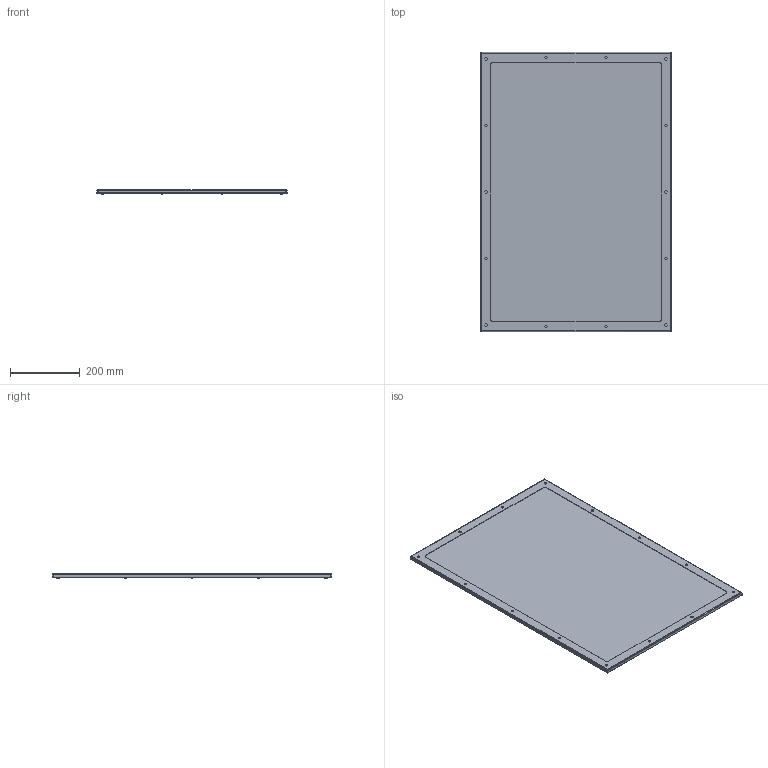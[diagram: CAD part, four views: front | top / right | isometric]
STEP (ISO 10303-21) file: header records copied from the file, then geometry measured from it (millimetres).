
FILE_DESCRIPTION (( 'STEP AP214' ), '1' );
FILE_NAME ('SCE-PWK2919NF.STEP', '2023-08-11T18:43:15', ( '' ), ( '' ), 'SwSTEP 2.0', 'SolidWorks 2021', '' );
FILE_SCHEMA (( 'AUTOMOTIVE_DESIGN' ));
Length unit declared in the file: inch
Products named in the file (1): SCE-PWK2919NF
Bounding box: 546.1 x 800.1 x 12.7 mm (x, y, z)
Volume: 2711900.6 mm3; surface area: 1080384.9 mm2
Topology: 16 solids, 16 shells, 299 faces, 682 edges, 444 vertices
Faces by surface type: plane 161, cylinder 110, cone 28
Full cylindrical faces by diameter (mm): 5.42 x14
Entity records: 8671 total; most frequent: DIRECTION 1504, CARTESIAN_POINT 1424, ORIENTED_EDGE 1336, EDGE_CURVE 668, AXIS2_PLACEMENT_3D 540, VERTEX_POINT 444, LINE 424, VECTOR 424
